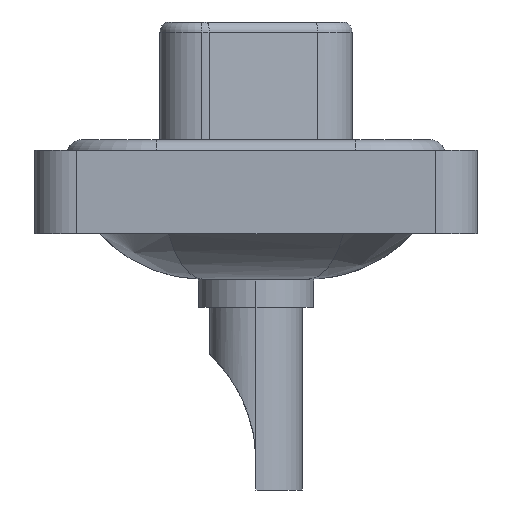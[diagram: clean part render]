
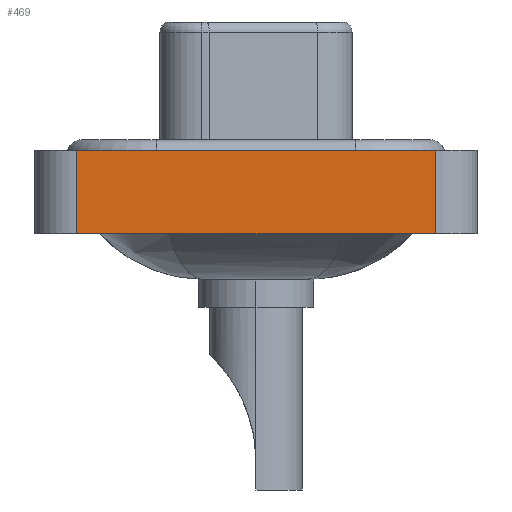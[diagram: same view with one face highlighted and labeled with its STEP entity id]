
A CAD part, left-side view. The second image highlights one B-rep face of the part: STEP entity #469.
In plain terms, the highlighted planar face has unit normal (-1, 0, 0).
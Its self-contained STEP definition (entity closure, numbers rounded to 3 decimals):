
#469 = ADVANCED_FACE ( 'NONE', ( #3057 ), #5647, .T. ) ;
#1696 = LINE ( 'NONE', #4623, #13127 ) ;
#1850 = VERTEX_POINT ( 'NONE', #9861 ) ;
#2230 = DIRECTION ( 'NONE',  ( 0., 0., 1. ) ) ;
#3057 = FACE_OUTER_BOUND ( 'NONE', #16907, .T. ) ;
#4061 = EDGE_CURVE ( 'NONE', #1850, #7545, #5718, .T. ) ;
#4103 = ORIENTED_EDGE ( 'NONE', *, *, #4061, .F. ) ;
#4472 = VERTEX_POINT ( 'NONE', #9833 ) ;
#4623 = CARTESIAN_POINT ( 'NONE',  ( -7.3, -8.55, -3.6 ) ) ;
#4724 = LINE ( 'NONE', #8753, #12916 ) ;
#4922 = CARTESIAN_POINT ( 'NONE',  ( -7.3, 8.55, 0.4 ) ) ;
#5647 = PLANE ( 'NONE',  #11498 ) ;
#5718 = LINE ( 'NONE', #13476, #13503 ) ;
#7491 = LINE ( 'NONE', #15348, #12101 ) ;
#7545 = VERTEX_POINT ( 'NONE', #4922 ) ;
#8286 = DIRECTION ( 'NONE',  ( -1., 0., 0. ) ) ;
#8753 = CARTESIAN_POINT ( 'NONE',  ( -7.3, -8.55, -3.6 ) ) ;
#9492 = VERTEX_POINT ( 'NONE', #15308 ) ;
#9833 = CARTESIAN_POINT ( 'NONE',  ( -7.3, -8.55, 0.4 ) ) ;
#9861 = CARTESIAN_POINT ( 'NONE',  ( -7.3, 8.55, -3.6 ) ) ;
#10728 = EDGE_CURVE ( 'NONE', #1850, #9492, #1696, .T. ) ;
#10880 = DIRECTION ( 'NONE',  ( 0., -1., 0. ) ) ;
#11498 = AXIS2_PLACEMENT_3D ( 'NONE', #15982, #8286, #12300 ) ;
#12101 = VECTOR ( 'NONE', #15176, 1000. ) ;
#12300 = DIRECTION ( 'NONE',  ( 0., 0., 1. ) ) ;
#12493 = ORIENTED_EDGE ( 'NONE', *, *, #14645, .T. ) ;
#12916 = VECTOR ( 'NONE', #2230, 1000. ) ;
#13127 = VECTOR ( 'NONE', #10880, 1000. ) ;
#13150 = DIRECTION ( 'NONE',  ( 0., 0., 1. ) ) ;
#13476 = CARTESIAN_POINT ( 'NONE',  ( -7.3, 8.55, -3.6 ) ) ;
#13503 = VECTOR ( 'NONE', #13150, 1000. ) ;
#14232 = EDGE_CURVE ( 'NONE', #7545, #4472, #7491, .T. ) ;
#14645 = EDGE_CURVE ( 'NONE', #9492, #4472, #4724, .T. ) ;
#15176 = DIRECTION ( 'NONE',  ( 0., -1., 0. ) ) ;
#15308 = CARTESIAN_POINT ( 'NONE',  ( -7.3, -8.55, -3.6 ) ) ;
#15348 = CARTESIAN_POINT ( 'NONE',  ( -7.3, -8.55, 0.4 ) ) ;
#15689 = ORIENTED_EDGE ( 'NONE', *, *, #10728, .T. ) ;
#15982 = CARTESIAN_POINT ( 'NONE',  ( -7.3, -8.55, -3.6 ) ) ;
#16218 = ORIENTED_EDGE ( 'NONE', *, *, #14232, .F. ) ;
#16907 = EDGE_LOOP ( 'NONE', ( #12493, #16218, #4103, #15689 ) ) ;
